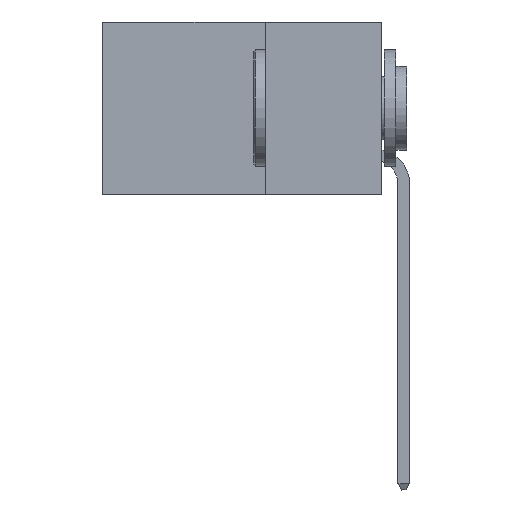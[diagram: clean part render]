
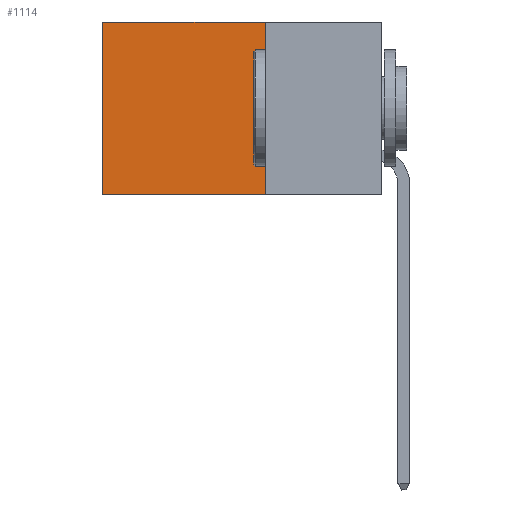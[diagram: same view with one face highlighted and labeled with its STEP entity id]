
A CAD part, left-side view. The second image highlights one B-rep face of the part: STEP entity #1114.
In plain terms, the highlighted planar face has unit normal (-1, 0, 0).
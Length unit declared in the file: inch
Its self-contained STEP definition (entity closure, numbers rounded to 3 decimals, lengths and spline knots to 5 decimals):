
#283 = ORIENTED_EDGE ( 'NONE', *, *, #7215, .T. ) ;
#633 = PLANE ( 'NONE',  #12970 ) ;
#807 = CARTESIAN_POINT ( 'NONE',  ( 0.2875, 0.25, 0. ) ) ;
#1044 = CARTESIAN_POINT ( 'NONE',  ( 0.2875, 0.6, -0.37 ) ) ;
#1085 = EDGE_CURVE ( 'NONE', #3136, #1991, #2233, .T. ) ;
#1114 = ADVANCED_FACE ( 'NONE', ( #13333 ), #633, .F. ) ;
#1150 = CARTESIAN_POINT ( 'NONE',  ( 0.2875, 0.6, 0. ) ) ;
#1991 = VERTEX_POINT ( 'NONE', #12706 ) ;
#2233 = LINE ( 'NONE', #5306, #14614 ) ;
#2343 = CARTESIAN_POINT ( 'NONE',  ( 0.2875, 0.25, 0. ) ) ;
#2853 = LINE ( 'NONE', #6874, #3573 ) ;
#3052 = DIRECTION ( 'NONE',  ( 1., 0., 0. ) ) ;
#3136 = VERTEX_POINT ( 'NONE', #2343 ) ;
#3573 = VECTOR ( 'NONE', #5798, 39.37008 ) ;
#3921 = CARTESIAN_POINT ( 'NONE',  ( 0.2875, 0.6, 0. ) ) ;
#4730 = ORIENTED_EDGE ( 'NONE', *, *, #1085, .F. ) ;
#5306 = CARTESIAN_POINT ( 'NONE',  ( 0.2875, 0.25, 0. ) ) ;
#5579 = VECTOR ( 'NONE', #12419, 39.37008 ) ;
#5787 = EDGE_CURVE ( 'NONE', #3136, #10917, #9050, .T. ) ;
#5798 = DIRECTION ( 'NONE',  ( 0., 1., 0. ) ) ;
#6260 = EDGE_LOOP ( 'NONE', ( #283, #8844, #4730, #7497 ) ) ;
#6874 = CARTESIAN_POINT ( 'NONE',  ( 0.2875, 0.25, -0.37 ) ) ;
#7215 = EDGE_CURVE ( 'NONE', #10917, #10376, #11276, .T. ) ;
#7497 = ORIENTED_EDGE ( 'NONE', *, *, #5787, .T. ) ;
#8826 = DIRECTION ( 'NONE',  ( 0., 0., -1. ) ) ;
#8844 = ORIENTED_EDGE ( 'NONE', *, *, #14912, .F. ) ;
#9050 = LINE ( 'NONE', #807, #5579 ) ;
#10376 = VERTEX_POINT ( 'NONE', #1044 ) ;
#10917 = VERTEX_POINT ( 'NONE', #3921 ) ;
#11276 = LINE ( 'NONE', #1150, #13628 ) ;
#12305 = CARTESIAN_POINT ( 'NONE',  ( 0.2875, 0.25, 0. ) ) ;
#12419 = DIRECTION ( 'NONE',  ( 0., 1., 0. ) ) ;
#12706 = CARTESIAN_POINT ( 'NONE',  ( 0.2875, 0.25, -0.37 ) ) ;
#12970 = AXIS2_PLACEMENT_3D ( 'NONE', #12305, #3052, #8826 ) ;
#13175 = DIRECTION ( 'NONE',  ( 0., 0., -1. ) ) ;
#13333 = FACE_OUTER_BOUND ( 'NONE', #6260, .T. ) ;
#13628 = VECTOR ( 'NONE', #14006, 39.37008 ) ;
#14006 = DIRECTION ( 'NONE',  ( 0., 0., -1. ) ) ;
#14614 = VECTOR ( 'NONE', #13175, 39.37008 ) ;
#14912 = EDGE_CURVE ( 'NONE', #1991, #10376, #2853, .T. ) ;
